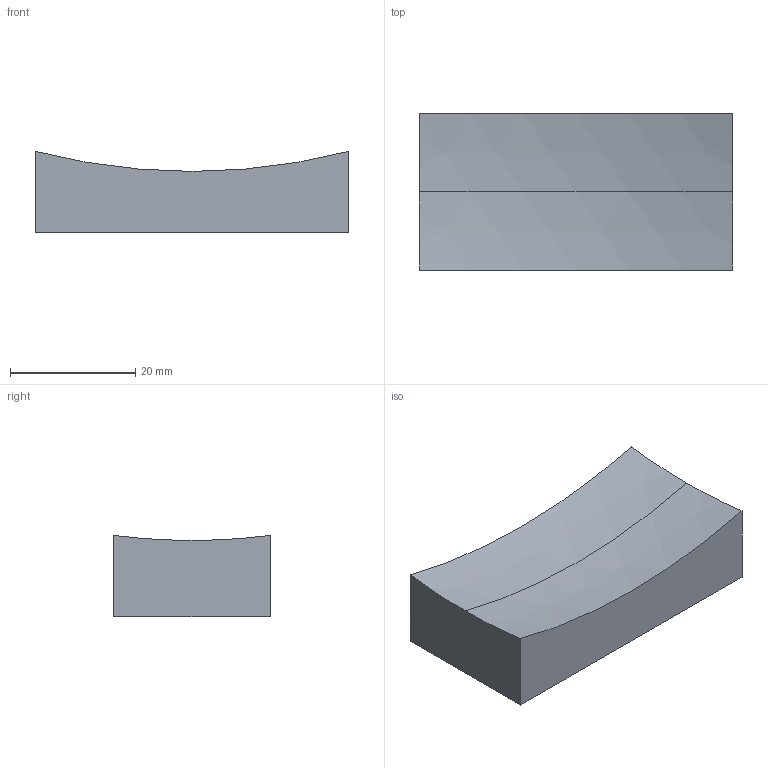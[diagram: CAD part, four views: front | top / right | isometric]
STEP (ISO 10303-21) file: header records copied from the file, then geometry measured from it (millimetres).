
FILE_DESCRIPTION (( 'STEP AP214' ), '1' );
FILE_NAME ('GM13-50x25-050.STEP', '2024-08-13T03:07:53', ( 'Windows User' ), ( 'P R C' ), 'SwSTEP 2.0', 'SolidWorks 2022', '' );
FILE_SCHEMA (( 'AUTOMOTIVE_DESIGN' ));
Length unit declared in the file: millimetre
Products named in the file (1): GM13-50x25-050
Bounding box: 50 x 25 x 12.99 mm (x, y, z)
Volume: 12894.4 mm3; surface area: 4223.5 mm2
Topology: 1 solids, 1 shells, 7 faces, 16 edges, 11 vertices
Faces by surface type: plane 5, sphere 2
Entity records: 240 total; most frequent: DIRECTION 40, CARTESIAN_POINT 35, ORIENTED_EDGE 32, AXIS2_PLACEMENT_3D 16, EDGE_CURVE 16, VERTEX_POINT 11, VECTOR 8, CIRCLE 8
